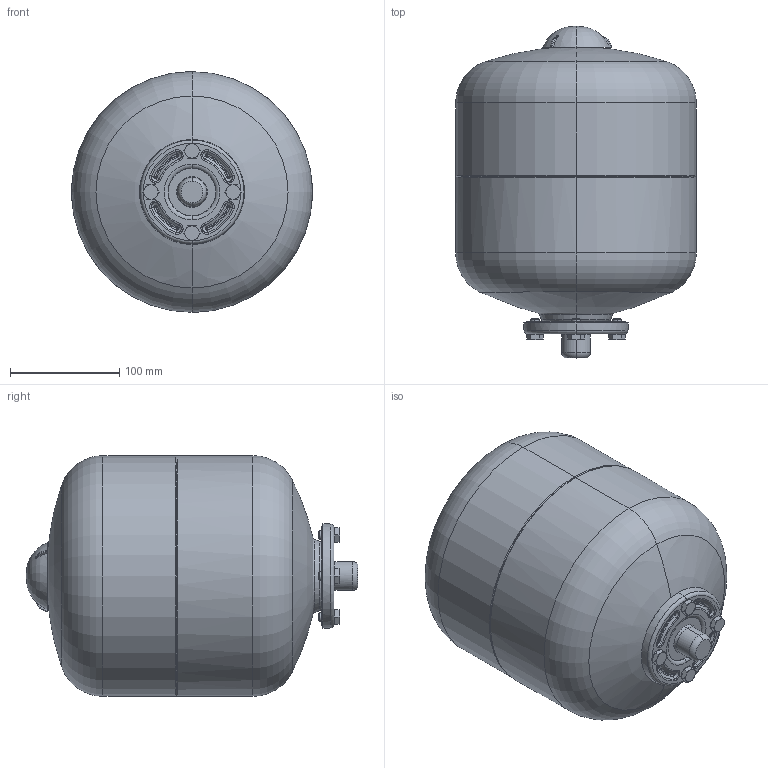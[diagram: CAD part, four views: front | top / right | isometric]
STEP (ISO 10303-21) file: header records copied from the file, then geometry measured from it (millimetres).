
FILE_DESCRIPTION(('CATIA V5 STEP Exchange'),'2;1');
FILE_NAME('STEP_555708_-_TST.stp','2019-02-20T15:51:49+00:00',('none'),('none'),'CATIA Version 5-6 Release 2016 SP4','CATIA V5 STEP AP203','none');
FILE_SCHEMA(('CONFIG_CONTROL_DESIGN'));
Length unit declared in the file: millimetre
Products named in the file (1): 510842 - TST
Bounding box: 220 x 303.49 x 220 mm (x, y, z)
Volume: 8247637.7 mm3; surface area: 227544.9 mm2
Topology: 2 solids, 2 shells, 300 faces, 736 edges, 455 vertices
Faces by surface type: bspline 92, plane 88, cone 50, cylinder 32, torus 26, revolution 12
Entity records: 14119 total; most frequent: CARTESIAN_POINT 8387, ORIENTED_EDGE 1460, DIRECTION 731, EDGE_CURVE 730, VERTEX_POINT 455, AXIS2_PLACEMENT_3D 375, EDGE_LOOP 321, ADVANCED_FACE 300
